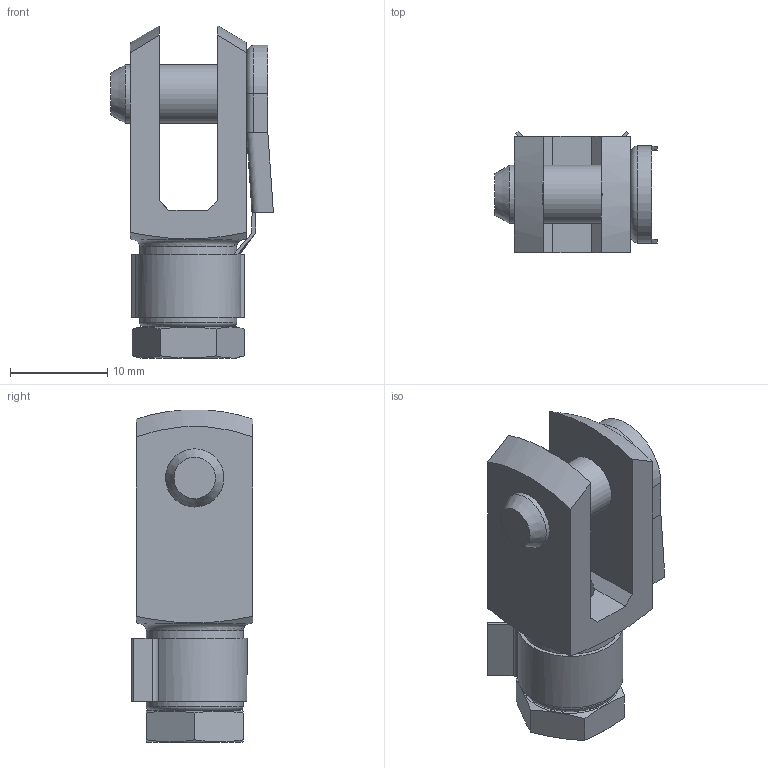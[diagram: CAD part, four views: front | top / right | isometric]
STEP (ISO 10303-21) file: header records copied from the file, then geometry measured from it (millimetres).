
FILE_DESCRIPTION(/* description */ ('STEP AP214'),/* implementation_level */ '2;1');
FILE_NAME(/* name */ '3110_SG-M6',/* time_stamp */ '2024-09-12T08:55:44+02:00',/* author */ ('License CC BY-ND 4.0'),/* organization */ ('CADENAS'),/* preprocessor_version */ 'ST-DEVELOPER v19.3',/* originating_system */ 'PARTsolutions',/* authorisation */ ' ');
FILE_SCHEMA (('AUTOMOTIVE_DESIGN {1 0 10303 214 3 1 1}'));
Length unit declared in the file: millimetre
Products named in the file (4): 3110 SG-M6; 3110 SG-M6---(GK); DIN-439-B - M6(F); 204291 FKB-6X12
Assembly tree (3 placements, depth 2):
  3110 SG-M6
    3110 SG-M6---(GK)
    DIN-439-B - M6(F)
    204291 FKB-6X12
Bounding box: 16.77 x 12.56 x 34.2 mm (x, y, z)
Volume: 2830 mm3; surface area: 3387.3 mm2
Topology: 3 solids, 3 shells, 81 faces, 208 edges, 134 vertices
Faces by surface type: plane 46, cylinder 17, cone 9, bspline 5, torus 4
Full cylindrical faces by diameter (mm): 4.917 x2, 5.35 x1, 6 x3, 10 x1
Entity records: 2545 total; most frequent: CARTESIAN_POINT 581, DIRECTION 378, ORIENTED_EDGE 370, EDGE_CURVE 185, AXIS2_PLACEMENT_3D 139, VERTEX_POINT 128, EDGE_LOOP 107, FACE_BOUND 107
